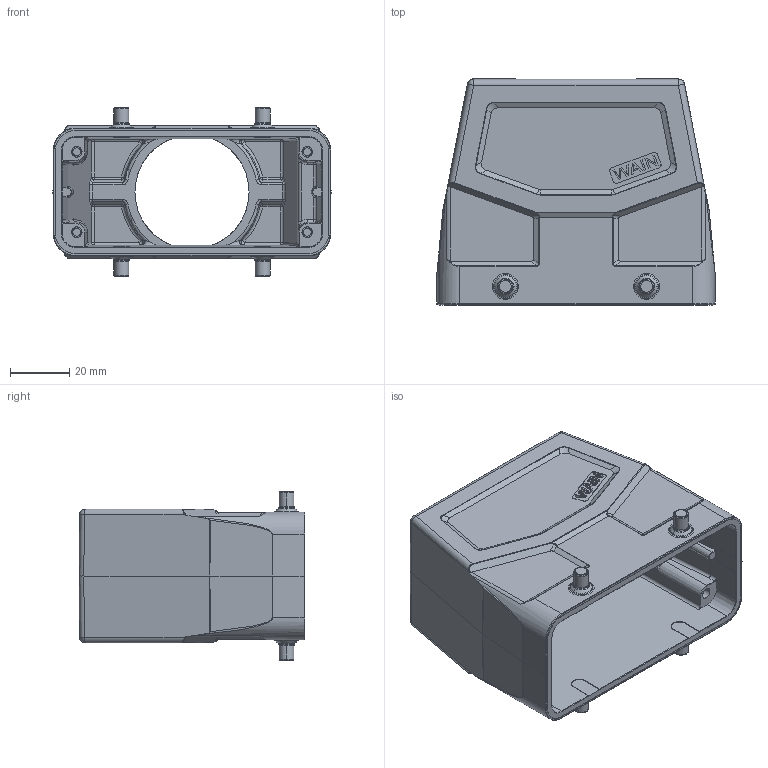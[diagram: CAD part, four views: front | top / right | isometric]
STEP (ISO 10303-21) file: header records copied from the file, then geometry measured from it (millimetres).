
FILE_DESCRIPTION((''),'2;1');
FILE_NAME('H16B-TEH-4B-M40','2017-02-20T',('sh.ye'),(''),'PRO/ENGINEER BY PARAMETRIC TECHNOLOGY CORPORATION, 2010180','PRO/ENGINEER BY PARAMETRIC TECHNOLOGY CORPORATION, 2010180','');
FILE_SCHEMA(('AUTOMOTIVE_DESIGN { 1 0 10303 214 1 1 1 1 }'));
Length unit declared in the file: millimetre
Products named in the file (1): H16B-TEH-4B-M40
Bounding box: 93.5 x 76 x 57 mm (x, y, z)
Volume: 76204 mm3; surface area: 41537 mm2
Topology: 1 solids, 1 shells, 623 faces, 1592 edges, 972 vertices
Faces by surface type: plane 212, cylinder 183, torus 72, bspline 70, cone 38, sphere 28, extrusion 20
Entity records: 22029 total; most frequent: CARTESIAN_POINT 7576, ORIENTED_EDGE 3134, DIRECTION 2751, EDGE_CURVE 1567, AXIS2_PLACEMENT_3D 992, VERTEX_POINT 972, VECTOR 767, LINE 747
